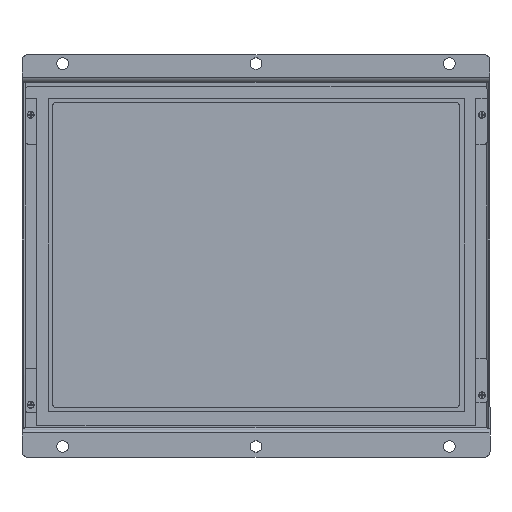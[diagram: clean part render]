
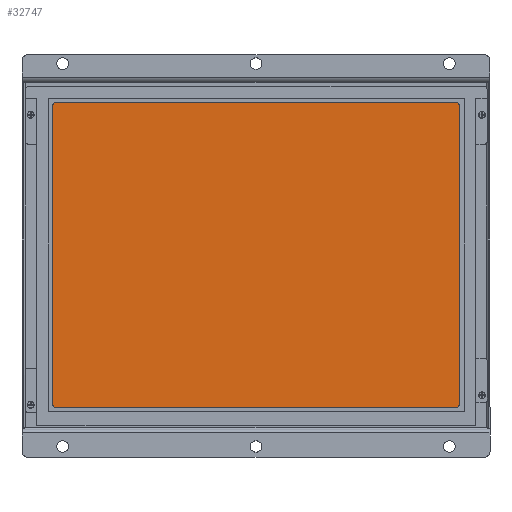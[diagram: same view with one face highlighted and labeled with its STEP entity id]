
A CAD part, front view. The second image highlights one B-rep face of the part: STEP entity #32747.
In plain terms, the highlighted face is planar.
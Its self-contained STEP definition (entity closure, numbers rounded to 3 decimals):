
#2547=PLANE('',#35201);
#3735=FACE_OUTER_BOUND('',#5632,.T.);
#5632=EDGE_LOOP('',(#23702,#23703,#23704,#23705,#23706,#23707,#23708,#23709));
#7854=LINE('',#48426,#10947);
#7855=LINE('',#48430,#10948);
#7856=LINE('',#48434,#10949);
#7857=LINE('',#48437,#10950);
#10947=VECTOR('',#38796,10.);
#10948=VECTOR('',#38799,10.);
#10949=VECTOR('',#38802,10.);
#10950=VECTOR('',#38805,10.);
#13857=CIRCLE('',#35189,2.);
#13858=CIRCLE('',#35190,2.);
#13859=CIRCLE('',#35191,2.);
#13860=CIRCLE('',#35192,2.);
#15287=VERTEX_POINT('',#48422);
#15288=VERTEX_POINT('',#48423);
#15289=VERTEX_POINT('',#48425);
#15290=VERTEX_POINT('',#48427);
#15291=VERTEX_POINT('',#48429);
#15292=VERTEX_POINT('',#48431);
#15293=VERTEX_POINT('',#48433);
#15294=VERTEX_POINT('',#48435);
#18557=EDGE_CURVE('',#15287,#15288,#13857,.T.);
#18558=EDGE_CURVE('',#15289,#15287,#7854,.T.);
#18559=EDGE_CURVE('',#15290,#15289,#13858,.T.);
#18560=EDGE_CURVE('',#15291,#15290,#7855,.T.);
#18561=EDGE_CURVE('',#15292,#15291,#13859,.T.);
#18562=EDGE_CURVE('',#15293,#15292,#7856,.T.);
#18563=EDGE_CURVE('',#15294,#15293,#13860,.T.);
#18564=EDGE_CURVE('',#15288,#15294,#7857,.T.);
#23702=ORIENTED_EDGE('',*,*,#18557,.T.);
#23703=ORIENTED_EDGE('',*,*,#18564,.T.);
#23704=ORIENTED_EDGE('',*,*,#18563,.T.);
#23705=ORIENTED_EDGE('',*,*,#18562,.T.);
#23706=ORIENTED_EDGE('',*,*,#18561,.T.);
#23707=ORIENTED_EDGE('',*,*,#18560,.T.);
#23708=ORIENTED_EDGE('',*,*,#18559,.T.);
#23709=ORIENTED_EDGE('',*,*,#18558,.T.);
#32747=ADVANCED_FACE('',(#3735),#2547,.T.);
#35189=AXIS2_PLACEMENT_3D('',#48424,#38794,#38795);
#35190=AXIS2_PLACEMENT_3D('',#48428,#38797,#38798);
#35191=AXIS2_PLACEMENT_3D('',#48432,#38800,#38801);
#35192=AXIS2_PLACEMENT_3D('',#48436,#38803,#38804);
#35201=AXIS2_PLACEMENT_3D('',#48452,#38828,#38829);
#38794=DIRECTION('center_axis',(0.,0.,1.));
#38795=DIRECTION('ref_axis',(-1.,0.,0.));
#38796=DIRECTION('',(0.,1.,0.));
#38797=DIRECTION('center_axis',(0.,0.,1.));
#38798=DIRECTION('ref_axis',(0.,1.,0.));
#38799=DIRECTION('',(1.,0.,0.));
#38800=DIRECTION('center_axis',(0.,0.,1.));
#38801=DIRECTION('ref_axis',(1.,0.,0.));
#38802=DIRECTION('',(0.,-1.,0.));
#38803=DIRECTION('center_axis',(0.,0.,1.));
#38804=DIRECTION('ref_axis',(0.,-1.,0.));
#38805=DIRECTION('',(-1.,0.,0.));
#38828=DIRECTION('center_axis',(0.,0.,1.));
#38829=DIRECTION('ref_axis',(1.,0.,0.));
#48422=CARTESIAN_POINT('',(105.,77.4,6.));
#48423=CARTESIAN_POINT('',(103.,79.4,6.));
#48424=CARTESIAN_POINT('Origin',(103.,77.4,6.));
#48425=CARTESIAN_POINT('',(105.,-76.4,6.));
#48426=CARTESIAN_POINT('',(105.,-38.2,6.));
#48427=CARTESIAN_POINT('',(103.,-78.4,6.));
#48428=CARTESIAN_POINT('Origin',(103.,-76.4,6.));
#48429=CARTESIAN_POINT('',(-103.4,-78.4,6.));
#48430=CARTESIAN_POINT('',(-51.7,-78.4,6.));
#48431=CARTESIAN_POINT('',(-105.4,-76.4,6.));
#48432=CARTESIAN_POINT('Origin',(-103.4,-76.4,6.));
#48433=CARTESIAN_POINT('',(-105.4,77.4,6.));
#48434=CARTESIAN_POINT('',(-105.4,38.7,6.));
#48435=CARTESIAN_POINT('',(-103.4,79.4,6.));
#48436=CARTESIAN_POINT('Origin',(-103.4,77.4,6.));
#48437=CARTESIAN_POINT('',(51.5,79.4,6.));
#48452=CARTESIAN_POINT('Origin',(0.,0.,6.));
